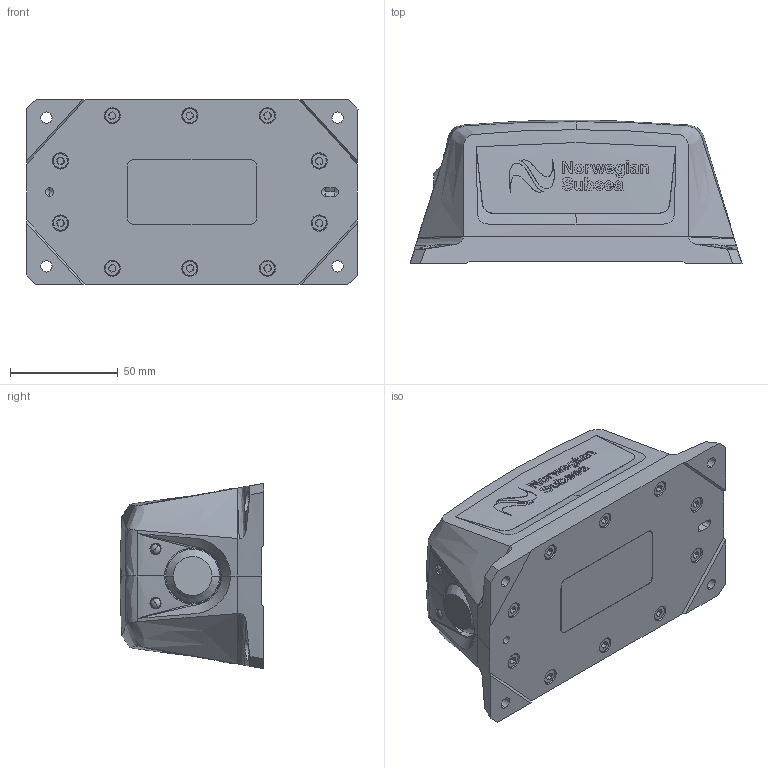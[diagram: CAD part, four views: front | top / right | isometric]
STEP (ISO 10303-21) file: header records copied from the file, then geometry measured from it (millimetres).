
FILE_DESCRIPTION (( 'STEP AP214' ), '1' );
FILE_NAME ('MRU-Marine-A001_A_23.10.2020.STEP', '2020-10-23T09:34:38', ( '' ), ( '' ), 'SwSTEP 2.0', 'SolidWorks 2020', '' );
FILE_SCHEMA (( 'AUTOMOTIVE_DESIGN' ));
Length unit declared in the file: millimetre
Products named in the file (9): LEMO-2; MRU-Marine-P002; MRU-Marine-P001; LEMO-1; MRU-Marine-A001_A_23.10.2020; Mentor Light Guide - 1293.5001; ISO4762 M4X12; O-RING 101.27x2.62; hgg_2k_310_cllpv
Assembly tree (18 placements, depth 3):
  MRU-Marine-A001_A_23.10.2020
    MRU-Marine-P001
    MRU-Marine-P002
    hgg_2k_310_cllpv
      LEMO-1
      LEMO-2
    O-RING 101.27x2.62
    Mentor Light Guide - 1293.5001  x2
    ISO4762 M4X12  x10
Bounding box: 154 x 66.61 x 86 mm (x, y, z)
Volume: 328800.4 mm3; surface area: 100571.8 mm2
Topology: 16 solids, 27 shells, 2274 faces, 6046 edges, 3919 vertices
Faces by surface type: cylinder 991, bspline 523, plane 511, cone 212, torus 33, sphere 4
Entity records: 57924 total; most frequent: CARTESIAN_POINT 27751, ORIENTED_EDGE 7152, DIRECTION 4189, EDGE_CURVE 3586, VERTEX_POINT 2355, B_SPLINE_CURVE_WITH_KNOTS 1602, EDGE_LOOP 1537, AXIS2_PLACEMENT_3D 1461
